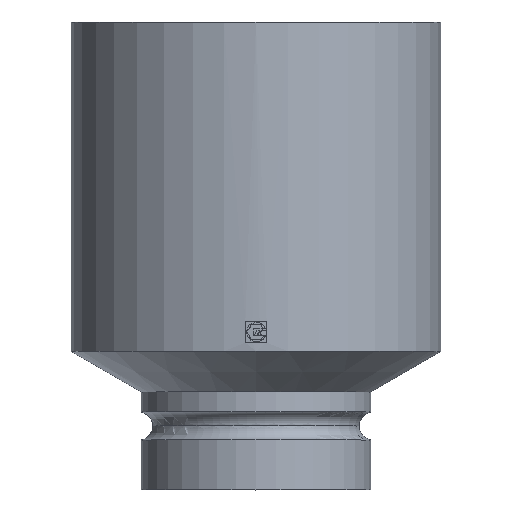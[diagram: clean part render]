
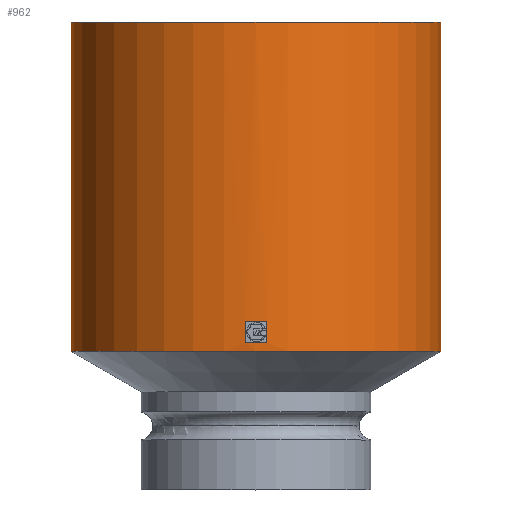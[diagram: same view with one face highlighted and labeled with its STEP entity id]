
A CAD part, top view. The second image highlights one B-rep face of the part: STEP entity #962.
In plain terms, the highlighted cylindrical face has radius 43.5 mm (diameter 87 mm), a partial arc.
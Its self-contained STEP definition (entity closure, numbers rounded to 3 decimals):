
#28 = EDGE_CURVE ( 'NONE', #157, #1251, #583, .T. ) ;
#72 = DIRECTION ( 'NONE',  ( 0., -1., 0. ) ) ;
#80 = DIRECTION ( 'NONE',  ( 0., -1., 0. ) ) ;
#108 = VECTOR ( 'NONE', #728, 1000. ) ;
#123 = DIRECTION ( 'NONE',  ( 0., -1., 0. ) ) ;
#126 = CARTESIAN_POINT ( 'NONE',  ( 0., 110., 0. ) ) ;
#157 = VERTEX_POINT ( 'NONE', #892 ) ;
#161 = EDGE_CURVE ( 'NONE', #1326, #958, #622, .T. ) ;
#163 = DIRECTION ( 'NONE',  ( 0., -1., 0. ) ) ;
#169 = ORIENTED_EDGE ( 'NONE', *, *, #816, .T. ) ;
#216 = EDGE_CURVE ( 'NONE', #697, #1049, #615, .T. ) ;
#258 = FACE_OUTER_BOUND ( 'NONE', #963, .T. ) ;
#344 = EDGE_CURVE ( 'NONE', #1251, #1439, #936, .T. ) ;
#359 = CARTESIAN_POINT ( 'NONE',  ( 43.5, 32.526, 0. ) ) ;
#364 = CARTESIAN_POINT ( 'NONE',  ( 43.5, 2.042, 0. ) ) ;
#446 = CARTESIAN_POINT ( 'NONE',  ( 2.499, 34.526, 43.428 ) ) ;
#449 = CARTESIAN_POINT ( 'NONE',  ( 0., 39.502, 0. ) ) ;
#458 = EDGE_CURVE ( 'NONE', #1049, #958, #751, .T. ) ;
#459 = DIRECTION ( 'NONE',  ( -0.057, 0., 0.998 ) ) ;
#490 = AXIS2_PLACEMENT_3D ( 'NONE', #1701, #163, #459 ) ;
#508 = ORIENTED_EDGE ( 'NONE', *, *, #344, .F. ) ;
#510 = EDGE_CURVE ( 'NONE', #697, #1326, #937, .T. ) ;
#519 = CIRCLE ( 'NONE', #490, 43.5 ) ;
#537 = EDGE_LOOP ( 'NONE', ( #508, #1659, #1056, #169 ) ) ;
#551 = DIRECTION ( 'NONE',  ( 0., -1., 0. ) ) ;
#558 = CARTESIAN_POINT ( 'NONE',  ( -2.499, 39.502, 43.428 ) ) ;
#583 = CIRCLE ( 'NONE', #898, 43.5 ) ;
#615 = LINE ( 'NONE', #364, #1727 ) ;
#622 = LINE ( 'NONE', #907, #1507 ) ;
#697 = VERTEX_POINT ( 'NONE', #1662 ) ;
#728 = DIRECTION ( 'NONE',  ( 0., 1., 0. ) ) ;
#751 = CIRCLE ( 'NONE', #1300, 43.5 ) ;
#805 = CYLINDRICAL_SURFACE ( 'NONE', #1238, 43.5 ) ;
#816 = EDGE_CURVE ( 'NONE', #1499, #1439, #519, .T. ) ;
#833 = DIRECTION ( 'NONE',  ( 0., -1., 0. ) ) ;
#892 = CARTESIAN_POINT ( 'NONE',  ( 2.499, 39.502, 43.428 ) ) ;
#898 = AXIS2_PLACEMENT_3D ( 'NONE', #449, #1688, #1151 ) ;
#907 = CARTESIAN_POINT ( 'NONE',  ( -43.5, 2.042, 0. ) ) ;
#936 = LINE ( 'NONE', #1772, #982 ) ;
#937 = CIRCLE ( 'NONE', #1171, 43.5 ) ;
#939 = FACE_BOUND ( 'NONE', #537, .T. ) ;
#958 = VERTEX_POINT ( 'NONE', #1758 ) ;
#962 = ADVANCED_FACE ( 'NONE', ( #939, #258 ), #805, .T. ) ;
#963 = EDGE_LOOP ( 'NONE', ( #1595, #1109, #1106, #1517 ) ) ;
#982 = VECTOR ( 'NONE', #551, 1000. ) ;
#1031 = DIRECTION ( 'NONE',  ( 1., 0., 0. ) ) ;
#1049 = VERTEX_POINT ( 'NONE', #359 ) ;
#1056 = ORIENTED_EDGE ( 'NONE', *, *, #1549, .F. ) ;
#1106 = ORIENTED_EDGE ( 'NONE', *, *, #458, .F. ) ;
#1109 = ORIENTED_EDGE ( 'NONE', *, *, #161, .T. ) ;
#1151 = DIRECTION ( 'NONE',  ( -0.057, 0., 0.998 ) ) ;
#1171 = AXIS2_PLACEMENT_3D ( 'NONE', #126, #833, #1350 ) ;
#1238 = AXIS2_PLACEMENT_3D ( 'NONE', #1357, #123, #1639 ) ;
#1251 = VERTEX_POINT ( 'NONE', #558 ) ;
#1292 = CARTESIAN_POINT ( 'NONE',  ( -43.5, 110., 0. ) ) ;
#1300 = AXIS2_PLACEMENT_3D ( 'NONE', #1319, #72, #1031 ) ;
#1308 = DIRECTION ( 'NONE',  ( 0., -1., 0. ) ) ;
#1319 = CARTESIAN_POINT ( 'NONE',  ( 0., 32.526, 0. ) ) ;
#1326 = VERTEX_POINT ( 'NONE', #1292 ) ;
#1333 = CARTESIAN_POINT ( 'NONE',  ( -2.499, 34.526, 43.428 ) ) ;
#1350 = DIRECTION ( 'NONE',  ( 1., 0., 0. ) ) ;
#1357 = CARTESIAN_POINT ( 'NONE',  ( 0., 2.042, 0. ) ) ;
#1439 = VERTEX_POINT ( 'NONE', #1333 ) ;
#1499 = VERTEX_POINT ( 'NONE', #1764 ) ;
#1507 = VECTOR ( 'NONE', #1308, 1000. ) ;
#1517 = ORIENTED_EDGE ( 'NONE', *, *, #216, .F. ) ;
#1549 = EDGE_CURVE ( 'NONE', #1499, #157, #1558, .T. ) ;
#1558 = LINE ( 'NONE', #446, #108 ) ;
#1595 = ORIENTED_EDGE ( 'NONE', *, *, #510, .T. ) ;
#1639 = DIRECTION ( 'NONE',  ( 1., 0., 0. ) ) ;
#1659 = ORIENTED_EDGE ( 'NONE', *, *, #28, .F. ) ;
#1662 = CARTESIAN_POINT ( 'NONE',  ( 43.5, 110., 0. ) ) ;
#1688 = DIRECTION ( 'NONE',  ( 0., -1., 0. ) ) ;
#1701 = CARTESIAN_POINT ( 'NONE',  ( 0., 34.526, 0. ) ) ;
#1727 = VECTOR ( 'NONE', #80, 1000. ) ;
#1758 = CARTESIAN_POINT ( 'NONE',  ( -43.5, 32.526, 0. ) ) ;
#1764 = CARTESIAN_POINT ( 'NONE',  ( 2.499, 34.526, 43.428 ) ) ;
#1772 = CARTESIAN_POINT ( 'NONE',  ( -2.499, 39.502, 43.428 ) ) ;
